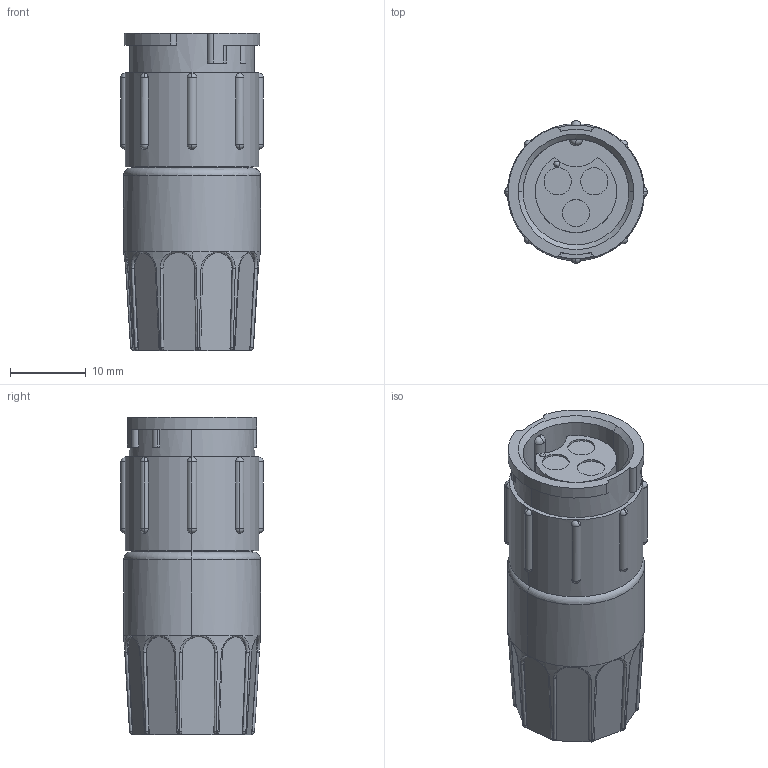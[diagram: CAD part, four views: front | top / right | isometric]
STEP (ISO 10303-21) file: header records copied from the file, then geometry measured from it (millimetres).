
FILE_DESCRIPTION (( 'STEP AP203' ), '1' );
FILE_NAME ('5182-3SG-3XX.STEP', '2017-08-02T13:59:03', ( '' ), ( '' ), 'SwSTEP 2.0', 'SolidWorks 2017', '' );
FILE_SCHEMA (( 'CONFIG_CONTROL_DESIGN' ));
Length unit declared in the file: inch
Products named in the file (2): 5182-3SG-3XX
Bounding box: 18.83 x 18.83 x 41.91 mm (x, y, z)
Volume: 8578.5 mm3; surface area: 3876.8 mm2
Topology: 1 solids, 1 shells, 231 faces, 588 edges, 376 vertices
Faces by surface type: cylinder 62, plane 58, bspline 50, torus 47, cone 13, sphere 1
Entity records: 9670 total; most frequent: CARTESIAN_POINT 4276, ORIENTED_EDGE 1170, DIRECTION 1024, EDGE_CURVE 585, AXIS2_PLACEMENT_3D 435, VERTEX_POINT 374, CIRCLE 252, EDGE_LOOP 249
